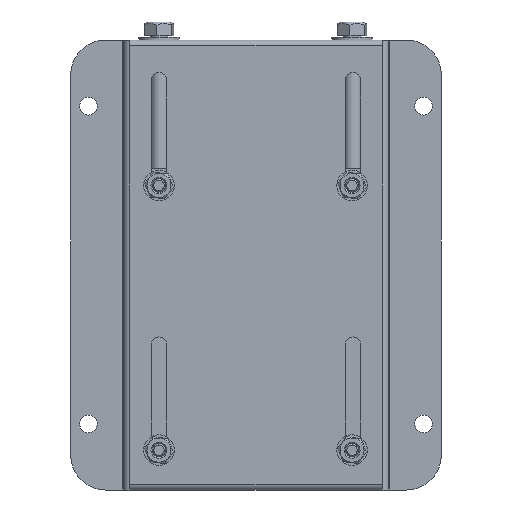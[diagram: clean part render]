
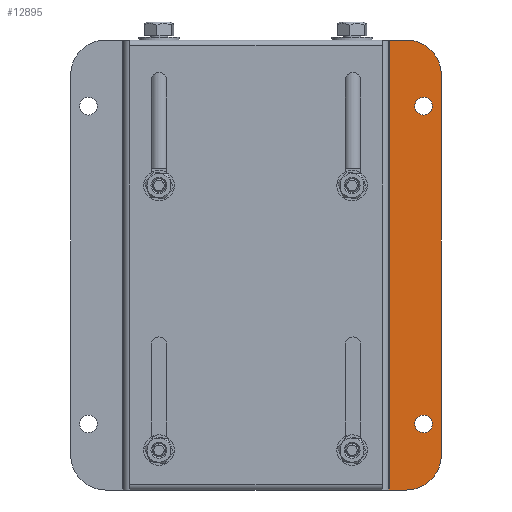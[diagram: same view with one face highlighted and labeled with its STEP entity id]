
A CAD part, front view. The second image highlights one B-rep face of the part: STEP entity #12895.
In plain terms, the highlighted planar face has unit normal (0, -1, 0).
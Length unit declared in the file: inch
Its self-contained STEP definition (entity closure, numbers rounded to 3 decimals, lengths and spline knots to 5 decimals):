
#252 = CARTESIAN_POINT ( 'NONE',  ( 4.68286, 0.53835, 4.5 ) ) ;
#323 = CARTESIAN_POINT ( 'NONE',  ( 3.68286, 0.53835, -6.375 ) ) ;
#670 = VERTEX_POINT ( 'NONE', #2849 ) ;
#1072 = CARTESIAN_POINT ( 'NONE',  ( 4.68286, 0.53835, 4.5 ) ) ;
#1142 = CIRCLE ( 'NONE', #8721, 0.25 ) ;
#1372 = EDGE_LOOP ( 'NONE', ( #11703, #15117 ) ) ;
#1892 = VERTEX_POINT ( 'NONE', #3421 ) ;
#1916 = ORIENTED_EDGE ( 'NONE', *, *, #5727, .T. ) ;
#1927 = DIRECTION ( 'NONE',  ( 0., -1., 0. ) ) ;
#2118 = DIRECTION ( 'NONE',  ( -1., 0., 0. ) ) ;
#2122 = DIRECTION ( 'NONE',  ( 1., 0., 0. ) ) ;
#2246 = VECTOR ( 'NONE', #5235, 39.37008 ) ;
#2583 = CARTESIAN_POINT ( 'NONE',  ( 4.43286, 0.53835, -4.5 ) ) ;
#2626 = ORIENTED_EDGE ( 'NONE', *, *, #4670, .T. ) ;
#2849 = CARTESIAN_POINT ( 'NONE',  ( 5.18286, 0.53835, 5.39075 ) ) ;
#2918 = CARTESIAN_POINT ( 'NONE',  ( 4.93286, 0.53835, -4.5 ) ) ;
#2967 = CARTESIAN_POINT ( 'NONE',  ( 5.18286, 0.53835, -5.39075 ) ) ;
#3076 = EDGE_LOOP ( 'NONE', ( #11411, #1916 ) ) ;
#3099 = CARTESIAN_POINT ( 'NONE',  ( 4.43286, 0.53835, 4.5 ) ) ;
#3117 = AXIS2_PLACEMENT_3D ( 'NONE', #4939, #1927, #2122 ) ;
#3144 = CARTESIAN_POINT ( 'NONE',  ( 4.19861, 0.53835, -6.375 ) ) ;
#3421 = CARTESIAN_POINT ( 'NONE',  ( 4.19861, 0.53835, 6.375 ) ) ;
#3504 = LINE ( 'NONE', #11564, #13071 ) ;
#3558 = DIRECTION ( 'NONE',  ( -1., 0., 0. ) ) ;
#3560 = AXIS2_PLACEMENT_3D ( 'NONE', #5828, #12344, #8633 ) ;
#3590 = DIRECTION ( 'NONE',  ( 0., 0., 1. ) ) ;
#3600 = EDGE_CURVE ( 'NONE', #1892, #11096, #15340, .T. ) ;
#3609 = CIRCLE ( 'NONE', #15000, 0.98425 ) ;
#3853 = ORIENTED_EDGE ( 'NONE', *, *, #15544, .T. ) ;
#4222 = ORIENTED_EDGE ( 'NONE', *, *, #11475, .T. ) ;
#4523 = EDGE_CURVE ( 'NONE', #11096, #12494, #6166, .T. ) ;
#4668 = AXIS2_PLACEMENT_3D ( 'NONE', #252, #8995, #7710 ) ;
#4670 = EDGE_CURVE ( 'NONE', #12494, #7713, #11826, .T. ) ;
#4695 = FACE_BOUND ( 'NONE', #3076, .T. ) ;
#4845 = CARTESIAN_POINT ( 'NONE',  ( 3.71186, 0.53835, 6.375 ) ) ;
#4880 = FACE_BOUND ( 'NONE', #1372, .T. ) ;
#4939 = CARTESIAN_POINT ( 'NONE',  ( 3.68286, 0.53835, 6.375 ) ) ;
#5235 = DIRECTION ( 'NONE',  ( 1., 0., 0. ) ) ;
#5613 = CIRCLE ( 'NONE', #6607, 0.25 ) ;
#5727 = EDGE_CURVE ( 'NONE', #14881, #10938, #8806, .T. ) ;
#5828 = CARTESIAN_POINT ( 'NONE',  ( 4.68286, 0.53835, -4.5 ) ) ;
#6156 = CARTESIAN_POINT ( 'NONE',  ( 4.19861, 0.53835, 5.39075 ) ) ;
#6166 = LINE ( 'NONE', #4845, #12614 ) ;
#6305 = CARTESIAN_POINT ( 'NONE',  ( 4.93286, 0.53835, 4.5 ) ) ;
#6607 = AXIS2_PLACEMENT_3D ( 'NONE', #1072, #13509, #3558 ) ;
#6729 = EDGE_CURVE ( 'NONE', #14475, #14719, #6769, .T. ) ;
#6769 = CIRCLE ( 'NONE', #4668, 0.25 ) ;
#7365 = DIRECTION ( 'NONE',  ( 0., -1., 0. ) ) ;
#7710 = DIRECTION ( 'NONE',  ( -1., 0., 0. ) ) ;
#7713 = VERTEX_POINT ( 'NONE', #3144 ) ;
#7763 = CARTESIAN_POINT ( 'NONE',  ( 3.71186, 0.53835, 6.375 ) ) ;
#8128 = VERTEX_POINT ( 'NONE', #2967 ) ;
#8290 = PLANE ( 'NONE',  #3117 ) ;
#8595 = CIRCLE ( 'NONE', #14473, 0.98425 ) ;
#8633 = DIRECTION ( 'NONE',  ( -1., 0., 0. ) ) ;
#8721 = AXIS2_PLACEMENT_3D ( 'NONE', #14578, #15841, #2118 ) ;
#8806 = CIRCLE ( 'NONE', #3560, 0.25 ) ;
#8995 = DIRECTION ( 'NONE',  ( 0., 1., 0. ) ) ;
#9275 = CARTESIAN_POINT ( 'NONE',  ( 3.71186, 0.53835, -6.375 ) ) ;
#10326 = EDGE_CURVE ( 'NONE', #10938, #14881, #1142, .T. ) ;
#10690 = EDGE_LOOP ( 'NONE', ( #2626, #4222, #3853, #11016, #14795, #15342 ) ) ;
#10796 = DIRECTION ( 'NONE',  ( 0., -1., 0. ) ) ;
#10859 = EDGE_CURVE ( 'NONE', #14719, #14475, #5613, .T. ) ;
#10938 = VERTEX_POINT ( 'NONE', #2583 ) ;
#11016 = ORIENTED_EDGE ( 'NONE', *, *, #15785, .T. ) ;
#11073 = CARTESIAN_POINT ( 'NONE',  ( 4.19861, 0.53835, -5.39075 ) ) ;
#11096 = VERTEX_POINT ( 'NONE', #7763 ) ;
#11411 = ORIENTED_EDGE ( 'NONE', *, *, #10326, .T. ) ;
#11475 = EDGE_CURVE ( 'NONE', #7713, #8128, #3609, .T. ) ;
#11564 = CARTESIAN_POINT ( 'NONE',  ( 5.18286, 0.53835, 6.375 ) ) ;
#11703 = ORIENTED_EDGE ( 'NONE', *, *, #6729, .T. ) ;
#11826 = LINE ( 'NONE', #323, #2246 ) ;
#12344 = DIRECTION ( 'NONE',  ( 0., 1., 0. ) ) ;
#12494 = VERTEX_POINT ( 'NONE', #9275 ) ;
#12614 = VECTOR ( 'NONE', #13578, 39.37008 ) ;
#12815 = VECTOR ( 'NONE', #14435, 39.37008 ) ;
#12895 = ADVANCED_FACE ( 'NONE', ( #14050, #4695, #4880 ), #8290, .T. ) ;
#13071 = VECTOR ( 'NONE', #14023, 39.37008 ) ;
#13509 = DIRECTION ( 'NONE',  ( 0., 1., 0. ) ) ;
#13578 = DIRECTION ( 'NONE',  ( 0., 0., -1. ) ) ;
#13635 = DIRECTION ( 'NONE',  ( 0., 0., 1. ) ) ;
#14023 = DIRECTION ( 'NONE',  ( 0., 0., 1. ) ) ;
#14050 = FACE_OUTER_BOUND ( 'NONE', #10690, .T. ) ;
#14435 = DIRECTION ( 'NONE',  ( -1., 0., 0. ) ) ;
#14473 = AXIS2_PLACEMENT_3D ( 'NONE', #6156, #10796, #13635 ) ;
#14475 = VERTEX_POINT ( 'NONE', #3099 ) ;
#14578 = CARTESIAN_POINT ( 'NONE',  ( 4.68286, 0.53835, -4.5 ) ) ;
#14719 = VERTEX_POINT ( 'NONE', #6305 ) ;
#14795 = ORIENTED_EDGE ( 'NONE', *, *, #3600, .T. ) ;
#14881 = VERTEX_POINT ( 'NONE', #2918 ) ;
#15000 = AXIS2_PLACEMENT_3D ( 'NONE', #11073, #7365, #3590 ) ;
#15117 = ORIENTED_EDGE ( 'NONE', *, *, #10859, .T. ) ;
#15340 = LINE ( 'NONE', #15526, #12815 ) ;
#15342 = ORIENTED_EDGE ( 'NONE', *, *, #4523, .T. ) ;
#15526 = CARTESIAN_POINT ( 'NONE',  ( 3.68286, 0.53835, 6.375 ) ) ;
#15544 = EDGE_CURVE ( 'NONE', #8128, #670, #3504, .T. ) ;
#15785 = EDGE_CURVE ( 'NONE', #670, #1892, #8595, .T. ) ;
#15841 = DIRECTION ( 'NONE',  ( 0., 1., 0. ) ) ;
